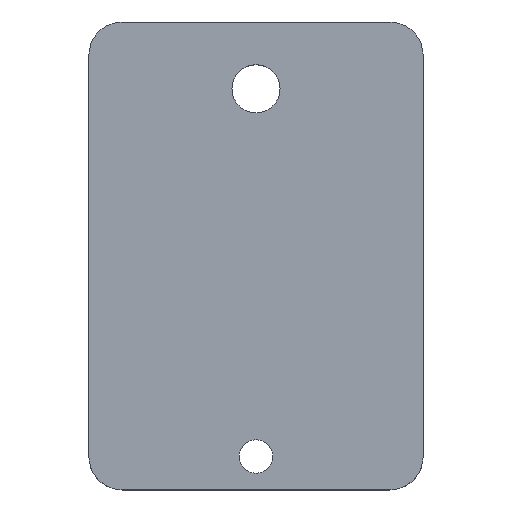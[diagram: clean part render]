
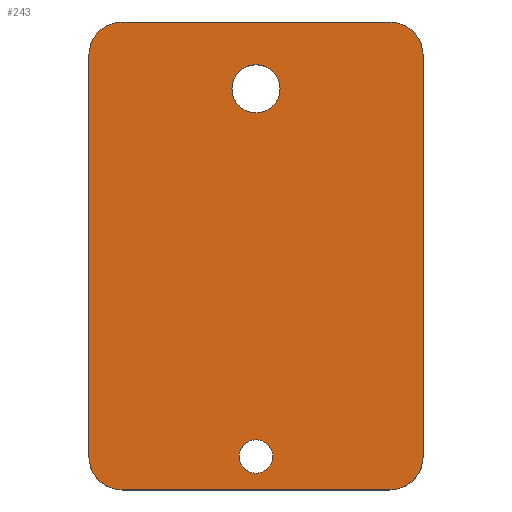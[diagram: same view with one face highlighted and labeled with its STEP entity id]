
A CAD part, top view. The second image highlights one B-rep face of the part: STEP entity #243.
In plain terms, the highlighted planar face has unit normal (0, 0, 1).
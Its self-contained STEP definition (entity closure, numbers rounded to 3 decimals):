
#4 = AXIS2_PLACEMENT_3D ( 'NONE', #346, #150, #156 ) ;
#6 = CARTESIAN_POINT ( 'NONE',  ( 3.6, 25., 8. ) ) ;
#8 = DIRECTION ( 'NONE',  ( 0., 0., 1. ) ) ;
#20 = PLANE ( 'NONE',  #365 ) ;
#23 = CIRCLE ( 'NONE', #4, 3.6 ) ;
#29 = ORIENTED_EDGE ( 'NONE', *, *, #59, .F. ) ;
#30 = AXIS2_PLACEMENT_3D ( 'NONE', #191, #38, #300 ) ;
#37 = EDGE_LOOP ( 'NONE', ( #29, #283 ) ) ;
#38 = DIRECTION ( 'NONE',  ( 0., 0., 1. ) ) ;
#40 = CARTESIAN_POINT ( 'NONE',  ( -20., 35., 8. ) ) ;
#41 = CARTESIAN_POINT ( 'NONE',  ( 25., 30., 8. ) ) ;
#42 = CARTESIAN_POINT ( 'NONE',  ( 25., -35., 8. ) ) ;
#43 = AXIS2_PLACEMENT_3D ( 'NONE', #299, #179, #177 ) ;
#51 = LINE ( 'NONE', #126, #136 ) ;
#56 = VERTEX_POINT ( 'NONE', #417 ) ;
#59 = EDGE_CURVE ( 'NONE', #331, #390, #89, .T. ) ;
#61 = ORIENTED_EDGE ( 'NONE', *, *, #392, .T. ) ;
#70 = ORIENTED_EDGE ( 'NONE', *, *, #274, .F. ) ;
#74 = DIRECTION ( 'NONE',  ( 0., 0., 1. ) ) ;
#76 = EDGE_LOOP ( 'NONE', ( #292, #449, #271, #61, #70, #105, #362, #354 ) ) ;
#80 = DIRECTION ( 'NONE',  ( 1., 0., 0. ) ) ;
#85 = VERTEX_POINT ( 'NONE', #41 ) ;
#89 = CIRCLE ( 'NONE', #166, 2.5 ) ;
#90 = FACE_OUTER_BOUND ( 'NONE', #76, .T. ) ;
#96 = VECTOR ( 'NONE', #207, 1000. ) ;
#97 = VECTOR ( 'NONE', #190, 1000. ) ;
#101 = CARTESIAN_POINT ( 'NONE',  ( 2.5, -30., 8. ) ) ;
#105 = ORIENTED_EDGE ( 'NONE', *, *, #295, .T. ) ;
#107 = CIRCLE ( 'NONE', #383, 5. ) ;
#116 = CARTESIAN_POINT ( 'NONE',  ( -20., -30., 8. ) ) ;
#119 = CARTESIAN_POINT ( 'NONE',  ( 20., 35., 8. ) ) ;
#123 = VERTEX_POINT ( 'NONE', #6 ) ;
#126 = CARTESIAN_POINT ( 'NONE',  ( -25., -35., 8. ) ) ;
#131 = EDGE_CURVE ( 'NONE', #390, #331, #324, .T. ) ;
#136 = VECTOR ( 'NONE', #234, 1000. ) ;
#142 = CARTESIAN_POINT ( 'NONE',  ( -25., 35., 8. ) ) ;
#150 = DIRECTION ( 'NONE',  ( 0., 0., 1. ) ) ;
#156 = DIRECTION ( 'NONE',  ( 1., 0., 0. ) ) ;
#158 = CARTESIAN_POINT ( 'NONE',  ( 0., 25., 8. ) ) ;
#164 = DIRECTION ( 'NONE',  ( -1., 0., 0. ) ) ;
#166 = AXIS2_PLACEMENT_3D ( 'NONE', #270, #262, #218 ) ;
#175 = VERTEX_POINT ( 'NONE', #227 ) ;
#176 = EDGE_CURVE ( 'NONE', #175, #123, #23, .T. ) ;
#177 = DIRECTION ( 'NONE',  ( -1., 0., 0. ) ) ;
#179 = DIRECTION ( 'NONE',  ( 0., 0., 1. ) ) ;
#183 = AXIS2_PLACEMENT_3D ( 'NONE', #471, #257, #209 ) ;
#188 = EDGE_CURVE ( 'NONE', #472, #56, #51, .T. ) ;
#190 = DIRECTION ( 'NONE',  ( 0., 1., 0. ) ) ;
#191 = CARTESIAN_POINT ( 'NONE',  ( 0., -30., 8. ) ) ;
#197 = DIRECTION ( 'NONE',  ( 0., 0., -1. ) ) ;
#207 = DIRECTION ( 'NONE',  ( 0., 1., 0. ) ) ;
#209 = DIRECTION ( 'NONE',  ( -1., 0., 0. ) ) ;
#218 = DIRECTION ( 'NONE',  ( 1., 0., 0. ) ) ;
#219 = CARTESIAN_POINT ( 'NONE',  ( -25., -30., 8. ) ) ;
#223 = LINE ( 'NONE', #42, #97 ) ;
#225 = CARTESIAN_POINT ( 'NONE',  ( -20., -35., 8. ) ) ;
#227 = CARTESIAN_POINT ( 'NONE',  ( -3.6, 25., 8. ) ) ;
#233 = CIRCLE ( 'NONE', #43, 5. ) ;
#234 = DIRECTION ( 'NONE',  ( 1., 0., 0. ) ) ;
#243 = ADVANCED_FACE ( 'NONE', ( #421, #353, #90 ), #20, .F. ) ;
#257 = DIRECTION ( 'NONE',  ( 0., 0., 1. ) ) ;
#261 = DIRECTION ( 'NONE',  ( -1., 0., 0. ) ) ;
#262 = DIRECTION ( 'NONE',  ( 0., 0., 1. ) ) ;
#270 = CARTESIAN_POINT ( 'NONE',  ( 0., -30., 8. ) ) ;
#271 = ORIENTED_EDGE ( 'NONE', *, *, #405, .T. ) ;
#274 = EDGE_CURVE ( 'NONE', #332, #409, #277, .T. ) ;
#277 = LINE ( 'NONE', #142, #401 ) ;
#278 = ORIENTED_EDGE ( 'NONE', *, *, #176, .F. ) ;
#282 = CARTESIAN_POINT ( 'NONE',  ( -25., -35., 8. ) ) ;
#283 = ORIENTED_EDGE ( 'NONE', *, *, #131, .F. ) ;
#291 = CIRCLE ( 'NONE', #357, 3.6 ) ;
#292 = ORIENTED_EDGE ( 'NONE', *, *, #188, .T. ) ;
#295 = EDGE_CURVE ( 'NONE', #332, #470, #316, .T. ) ;
#299 = CARTESIAN_POINT ( 'NONE',  ( 20., -30., 8. ) ) ;
#300 = DIRECTION ( 'NONE',  ( 1., 0., 0. ) ) ;
#307 = CARTESIAN_POINT ( 'NONE',  ( -25., 30., 8. ) ) ;
#310 = DIRECTION ( 'NONE',  ( 0., 0., 1. ) ) ;
#313 = VERTEX_POINT ( 'NONE', #431 ) ;
#316 = CIRCLE ( 'NONE', #183, 5. ) ;
#324 = CIRCLE ( 'NONE', #30, 2.5 ) ;
#327 = LINE ( 'NONE', #282, #96 ) ;
#331 = VERTEX_POINT ( 'NONE', #101 ) ;
#332 = VERTEX_POINT ( 'NONE', #40 ) ;
#346 = CARTESIAN_POINT ( 'NONE',  ( 0., 25., 8. ) ) ;
#353 = FACE_BOUND ( 'NONE', #430, .T. ) ;
#354 = ORIENTED_EDGE ( 'NONE', *, *, #399, .T. ) ;
#357 = AXIS2_PLACEMENT_3D ( 'NONE', #158, #310, #80 ) ;
#362 = ORIENTED_EDGE ( 'NONE', *, *, #378, .F. ) ;
#363 = CARTESIAN_POINT ( 'NONE',  ( -2.5, -30., 8. ) ) ;
#364 = VERTEX_POINT ( 'NONE', #219 ) ;
#365 = AXIS2_PLACEMENT_3D ( 'NONE', #388, #197, #164 ) ;
#368 = EDGE_CURVE ( 'NONE', #56, #313, #233, .T. ) ;
#373 = CIRCLE ( 'NONE', #422, 5. ) ;
#376 = DIRECTION ( 'NONE',  ( -1., 0., 0. ) ) ;
#378 = EDGE_CURVE ( 'NONE', #364, #470, #327, .T. ) ;
#383 = AXIS2_PLACEMENT_3D ( 'NONE', #116, #8, #261 ) ;
#388 = CARTESIAN_POINT ( 'NONE',  ( 0., 0., 8. ) ) ;
#390 = VERTEX_POINT ( 'NONE', #363 ) ;
#392 = EDGE_CURVE ( 'NONE', #85, #409, #373, .T. ) ;
#397 = ORIENTED_EDGE ( 'NONE', *, *, #458, .F. ) ;
#399 = EDGE_CURVE ( 'NONE', #364, #472, #107, .T. ) ;
#401 = VECTOR ( 'NONE', #435, 1000. ) ;
#405 = EDGE_CURVE ( 'NONE', #313, #85, #223, .T. ) ;
#409 = VERTEX_POINT ( 'NONE', #119 ) ;
#417 = CARTESIAN_POINT ( 'NONE',  ( 20., -35., 8. ) ) ;
#421 = FACE_BOUND ( 'NONE', #37, .T. ) ;
#422 = AXIS2_PLACEMENT_3D ( 'NONE', #443, #74, #376 ) ;
#430 = EDGE_LOOP ( 'NONE', ( #397, #278 ) ) ;
#431 = CARTESIAN_POINT ( 'NONE',  ( 25., -30., 8. ) ) ;
#435 = DIRECTION ( 'NONE',  ( 1., 0., 0. ) ) ;
#443 = CARTESIAN_POINT ( 'NONE',  ( 20., 30., 8. ) ) ;
#449 = ORIENTED_EDGE ( 'NONE', *, *, #368, .T. ) ;
#458 = EDGE_CURVE ( 'NONE', #123, #175, #291, .T. ) ;
#470 = VERTEX_POINT ( 'NONE', #307 ) ;
#471 = CARTESIAN_POINT ( 'NONE',  ( -20., 30., 8. ) ) ;
#472 = VERTEX_POINT ( 'NONE', #225 ) ;
